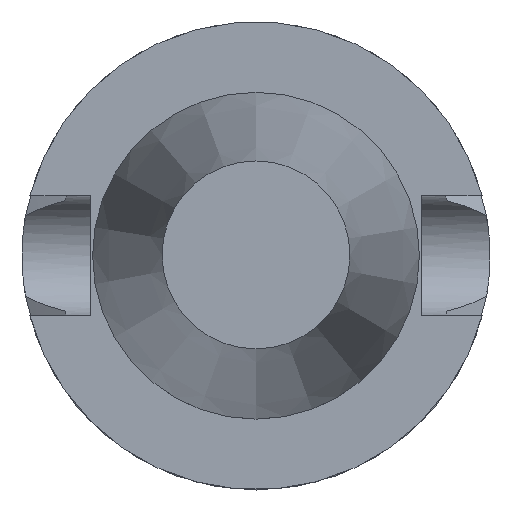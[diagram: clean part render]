
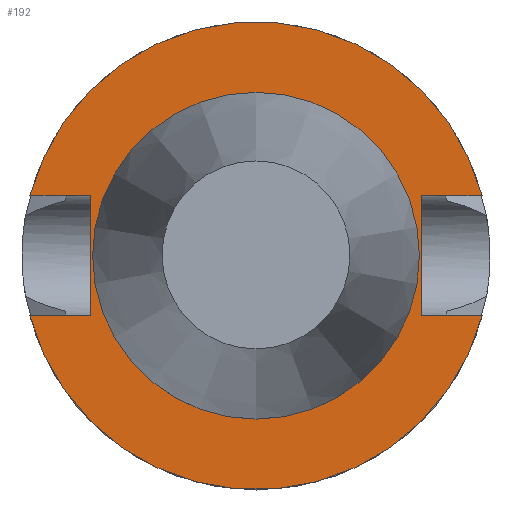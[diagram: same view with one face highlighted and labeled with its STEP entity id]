
A CAD part, top view. The second image highlights one B-rep face of the part: STEP entity #192.
In plain terms, the highlighted planar face has unit normal (0, 0, 1).
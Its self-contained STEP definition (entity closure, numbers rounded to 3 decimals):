
#117=EDGE_CURVE('240[2]',#344,#345,#346,.T.);
#121=EDGE_CURVE('240[2]',#352,#344,#353,.T.);
#151=EDGE_CURVE('240[2]',#400,#401,#402,.T.);
#159=EDGE_CURVE('240[2]',#414,#415,#416,.T.);
#192=ADVANCED_FACE('240[2]',(#465,#466),#467,.T.);
#207=EDGE_CURVE('240[2]',#367,#414,#487,.T.);
#229=EDGE_CURVE('240[2]',#345,#401,#516,.T.);
#233=EDGE_CURVE('240[2]',#521,#521,#522,.T.);
#271=EDGE_CURVE('240[2]',#352,#415,#570,.T.);
#312=EDGE_CURVE('240[2]',#400,#367,#619,.T.);
#344=VERTEX_POINT('',#646);
#345=VERTEX_POINT('',#647);
#346=LINE('',#648,#649);
#352=VERTEX_POINT('',#658);
#353=LINE('',#659,#660);
#367=VERTEX_POINT('',#678);
#400=VERTEX_POINT('',#744);
#401=VERTEX_POINT('',#745);
#402=CIRCLE('',#746,50.0);
#414=VERTEX_POINT('',#839);
#415=VERTEX_POINT('',#840);
#416=LINE('',#841,#842);
#465=FACE_OUTER_BOUND('',#941,.T.);
#466=FACE_BOUND('',#942,.T.);
#467=PLANE('',#943);
#487=LINE('',#968,#969);
#516=LINE('',#1019,#1020);
#521=VERTEX_POINT('',#1027);
#522=CIRCLE('',#1028,34.925);
#570=CIRCLE('',#1205,50.0);
#619=LINE('',#1307,#1308);
#646=CARTESIAN_POINT('',(35.4,-12.85,-1.5));
#647=CARTESIAN_POINT('',(35.4,12.85,-1.5));
#648=CARTESIAN_POINT('',(35.4,21.231,-1.5));
#649=VECTOR('',#1339,1.0);
#658=CARTESIAN_POINT('',(48.321,-12.85,-1.5));
#659=CARTESIAN_POINT('',(17.7,-12.85,-1.5));
#660=VECTOR('',#1341,1.0);
#678=CARTESIAN_POINT('',(-35.4,12.85,-1.5));
#744=CARTESIAN_POINT('',(-48.321,12.85,-1.5));
#745=CARTESIAN_POINT('',(48.321,12.85,-1.5));
#746=AXIS2_PLACEMENT_3D('',#1377,#1378,#1379);
#839=CARTESIAN_POINT('',(-35.4,-12.85,-1.5));
#840=CARTESIAN_POINT('',(-48.321,-12.85,-1.5));
#841=CARTESIAN_POINT('',(-17.7,-12.85,-1.5));
#842=VECTOR('',#1381,1.0);
#941=EDGE_LOOP('',(#1448,#1449,#1450,#1451,#1452,#1453,#1454,#1455));
#942=EDGE_LOOP('',(#1456));
#943=AXIS2_PLACEMENT_3D('',#1457,#1458,#1459);
#968=CARTESIAN_POINT('',(-35.4,14.806,-1.5));
#969=VECTOR('',#1481,1.0);
#1019=CARTESIAN_POINT('',(17.7,12.85,-1.5));
#1020=VECTOR('',#1523,1.0);
#1027=CARTESIAN_POINT('',(0.,34.925,-1.5));
#1028=AXIS2_PLACEMENT_3D('',#1527,#1528,#1529);
#1205=AXIS2_PLACEMENT_3D('',#1574,#1575,#1576);
#1307=CARTESIAN_POINT('',(-17.7,12.85,-1.5));
#1308=VECTOR('',#1630,1.0);
#1339=DIRECTION('',(-0.0,1.0,0.));
#1341=DIRECTION('',(-1.0,0.0,0.));
#1377=CARTESIAN_POINT('',(0.,0.,-1.5));
#1378=DIRECTION('',(0.,0.,-1.0));
#1379=DIRECTION('',(0.,1.0,0.));
#1381=DIRECTION('',(-1.0,0.0,0.));
#1448=ORIENTED_EDGE('',*,*,#159,.T.);
#1449=ORIENTED_EDGE('',*,*,#271,.F.);
#1450=ORIENTED_EDGE('',*,*,#121,.T.);
#1451=ORIENTED_EDGE('',*,*,#117,.T.);
#1452=ORIENTED_EDGE('',*,*,#229,.T.);
#1453=ORIENTED_EDGE('',*,*,#151,.F.);
#1454=ORIENTED_EDGE('',*,*,#312,.T.);
#1455=ORIENTED_EDGE('',*,*,#207,.T.);
#1456=ORIENTED_EDGE('',*,*,#233,.T.);
#1457=CARTESIAN_POINT('',(0.,42.463,-1.5));
#1458=DIRECTION('',(0.,0.,1.0));
#1459=DIRECTION('',(1.0,0.,0.0));
#1481=DIRECTION('',(-0.0,-1.0,0.));
#1523=DIRECTION('',(1.0,0.0,0.));
#1527=CARTESIAN_POINT('',(0.,0.,-1.5));
#1528=DIRECTION('',(0.,0.,-1.0));
#1529=DIRECTION('',(0.,1.0,0.));
#1574=CARTESIAN_POINT('',(0.,0.,-1.5));
#1575=DIRECTION('',(0.,0.,-1.0));
#1576=DIRECTION('',(0.,1.0,0.));
#1630=DIRECTION('',(1.0,0.0,0.));
